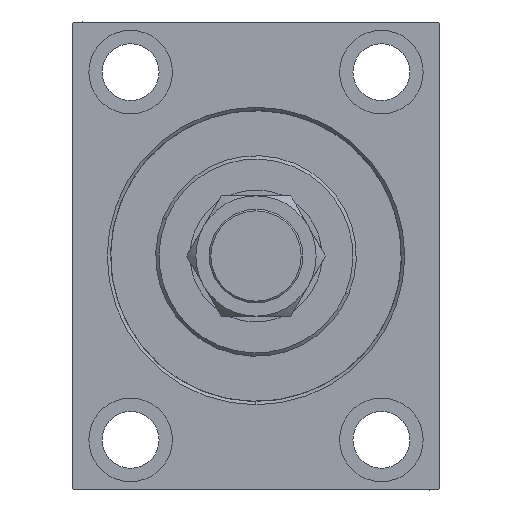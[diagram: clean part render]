
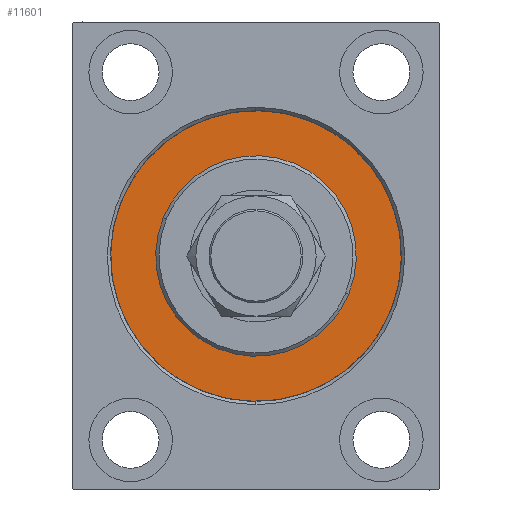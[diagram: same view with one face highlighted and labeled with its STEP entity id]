
A CAD part, left-side view. The second image highlights one B-rep face of the part: STEP entity #11601.
In plain terms, the highlighted face is planar.
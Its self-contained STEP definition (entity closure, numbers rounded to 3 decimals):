
#1233 = DIRECTION ( 'NONE',  ( -1., 0., 0. ) ) ;
#1458 = DIRECTION ( 'NONE',  ( 0., 0., 1. ) ) ;
#1515 = CIRCLE ( 'NONE', #20868, 43.5 ) ;
#3322 = VERTEX_POINT ( 'NONE', #34874 ) ;
#4735 = PLANE ( 'NONE',  #9481 ) ;
#6310 = VERTEX_POINT ( 'NONE', #6837 ) ;
#6512 = EDGE_CURVE ( 'NONE', #6310, #6621, #19794, .T. ) ;
#6621 = VERTEX_POINT ( 'NONE', #33362 ) ;
#6837 = CARTESIAN_POINT ( 'NONE',  ( 0., 0., -43.5 ) ) ;
#8076 = ORIENTED_EDGE ( 'NONE', *, *, #22190, .F. ) ;
#8423 = DIRECTION ( 'NONE',  ( 1., 0., 0. ) ) ;
#8571 = EDGE_LOOP ( 'NONE', ( #8076, #14801 ) ) ;
#8705 = AXIS2_PLACEMENT_3D ( 'NONE', #21805, #15038, #33007 ) ;
#8888 = CARTESIAN_POINT ( 'NONE',  ( 0., 0., 0. ) ) ;
#9481 = AXIS2_PLACEMENT_3D ( 'NONE', #26670, #1233, #1458 ) ;
#10955 = EDGE_LOOP ( 'NONE', ( #35854, #39954 ) ) ;
#11514 = FACE_BOUND ( 'NONE', #8571, .T. ) ;
#11601 = ADVANCED_FACE ( 'NONE', ( #11514, #19205 ), #4735, .F. ) ;
#14801 = ORIENTED_EDGE ( 'NONE', *, *, #35785, .F. ) ;
#15038 = DIRECTION ( 'NONE',  ( 1., 0., 0. ) ) ;
#15642 = CIRCLE ( 'NONE', #33553, 30. ) ;
#19205 = FACE_OUTER_BOUND ( 'NONE', #10955, .T. ) ;
#19794 = CIRCLE ( 'NONE', #22759, 43.5 ) ;
#19948 = DIRECTION ( 'NONE',  ( 0., 0., 1. ) ) ;
#20868 = AXIS2_PLACEMENT_3D ( 'NONE', #23683, #37930, #19948 ) ;
#21465 = DIRECTION ( 'NONE',  ( 0., 0., 1. ) ) ;
#21805 = CARTESIAN_POINT ( 'NONE',  ( 0., 0., 0. ) ) ;
#22190 = EDGE_CURVE ( 'NONE', #3322, #25424, #33288, .T. ) ;
#22642 = DIRECTION ( 'NONE',  ( 0., 0., -1. ) ) ;
#22759 = AXIS2_PLACEMENT_3D ( 'NONE', #27777, #42503, #21465 ) ;
#23683 = CARTESIAN_POINT ( 'NONE',  ( 0., 0., 0. ) ) ;
#25424 = VERTEX_POINT ( 'NONE', #27895 ) ;
#26670 = CARTESIAN_POINT ( 'NONE',  ( 0., 0., 0. ) ) ;
#27777 = CARTESIAN_POINT ( 'NONE',  ( 0., 0., 0. ) ) ;
#27895 = CARTESIAN_POINT ( 'NONE',  ( 0., 0., -30. ) ) ;
#33007 = DIRECTION ( 'NONE',  ( 0., 0., -1. ) ) ;
#33288 = CIRCLE ( 'NONE', #8705, 30. ) ;
#33362 = CARTESIAN_POINT ( 'NONE',  ( 0., 0., 43.5 ) ) ;
#33553 = AXIS2_PLACEMENT_3D ( 'NONE', #8888, #8423, #22642 ) ;
#34874 = CARTESIAN_POINT ( 'NONE',  ( 0., 0., 30. ) ) ;
#35785 = EDGE_CURVE ( 'NONE', #25424, #3322, #15642, .T. ) ;
#35854 = ORIENTED_EDGE ( 'NONE', *, *, #6512, .F. ) ;
#36394 = EDGE_CURVE ( 'NONE', #6621, #6310, #1515, .T. ) ;
#37930 = DIRECTION ( 'NONE',  ( -1., 0., 0. ) ) ;
#39954 = ORIENTED_EDGE ( 'NONE', *, *, #36394, .F. ) ;
#42503 = DIRECTION ( 'NONE',  ( -1., 0., 0. ) ) ;
